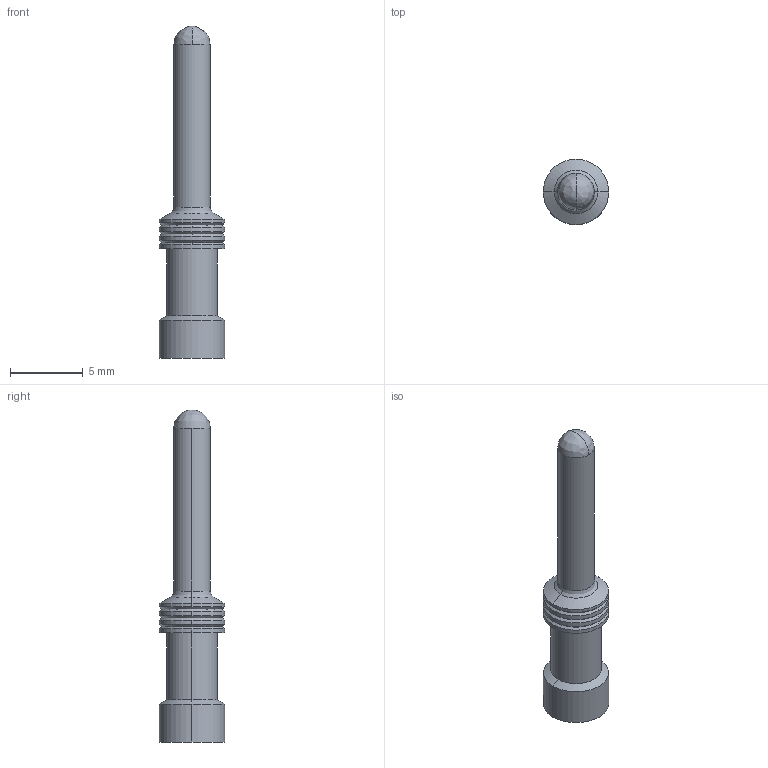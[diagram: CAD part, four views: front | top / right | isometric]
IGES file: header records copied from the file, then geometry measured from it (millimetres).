
Start section: Elysium IGES Interface
Global section: file name: CC 2.5 AN.igs; native system: Creo Elements/Direct Modeling 18.0B  02-Dec-2011; preprocessor: Creo Element/Direct IGES_3D V2.2; author: Unknown; organization: Unknown; date: 20140117.133724; units: millimetre
Bounding box: 4.5 x 4.5 x 22.8 mm (x, y, z)
Volume: 152.7 mm3; surface area: 312.1 mm2
Topology: 1 solids, 1 shells, 42 faces, 102 edges, 60 vertices
Faces by surface type: bspline 42
